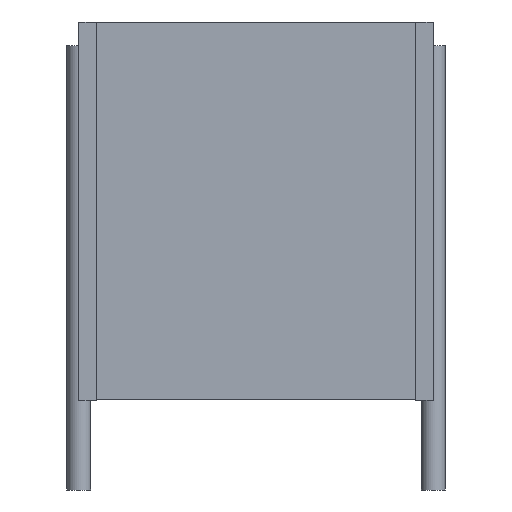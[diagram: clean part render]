
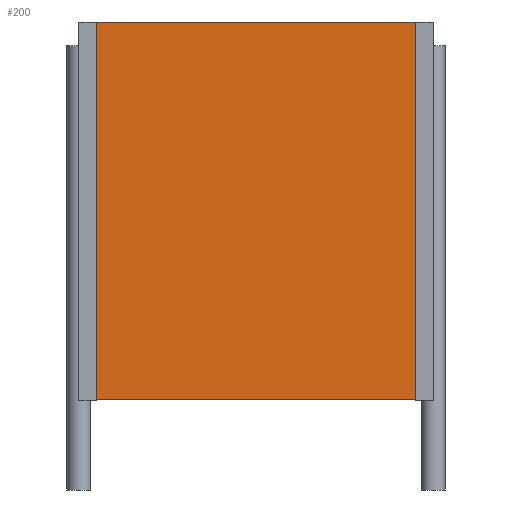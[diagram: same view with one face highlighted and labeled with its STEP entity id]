
A CAD part, front view. The second image highlights one B-rep face of the part: STEP entity #200.
In plain terms, the highlighted planar face has unit normal (0, -1, 0).
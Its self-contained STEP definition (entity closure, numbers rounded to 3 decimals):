
#12=DIRECTION('',(0.,0.,1.));
#26=DIRECTION('',(1.,0.,0.));
#59=VECTOR('',#12,1.);
#80=DIRECTION('',(0.,1.,0.));
#86=VECTOR('',#26,1.);
#161=ORIENTED_EDGE('',*,*,#162,.T.);
#162=EDGE_CURVE('',#163,#165,#167,.T.);
#163=VERTEX_POINT('',#164);
#164=CARTESIAN_POINT('',(0.375,-1.98,0.02));
#165=VERTEX_POINT('',#166);
#166=CARTESIAN_POINT('',(0.375,-1.98,7.98));
#167=LINE('',#164,#59);
#200=ADVANCED_FACE('',(#201),#216,.F.);
#201=FACE_BOUND('',#202,.F.);
#202=EDGE_LOOP('',(#203,#161,#208,#213));
#203=ORIENTED_EDGE('',*,*,#204,.F.);
#204=EDGE_CURVE('',#163,#205,#207,.T.);
#205=VERTEX_POINT('',#206);
#206=CARTESIAN_POINT('',(7.125,-1.98,0.02));
#207=LINE('',#164,#86);
#208=ORIENTED_EDGE('',*,*,#209,.T.);
#209=EDGE_CURVE('',#165,#210,#212,.T.);
#210=VERTEX_POINT('',#211);
#211=CARTESIAN_POINT('',(7.125,-1.98,7.98));
#212=LINE('',#166,#86);
#213=ORIENTED_EDGE('',*,*,#214,.F.);
#214=EDGE_CURVE('',#205,#210,#215,.T.);
#215=LINE('',#206,#59);
#216=PLANE('',#217);
#217=AXIS2_PLACEMENT_3D('',#164,#80,#12);
